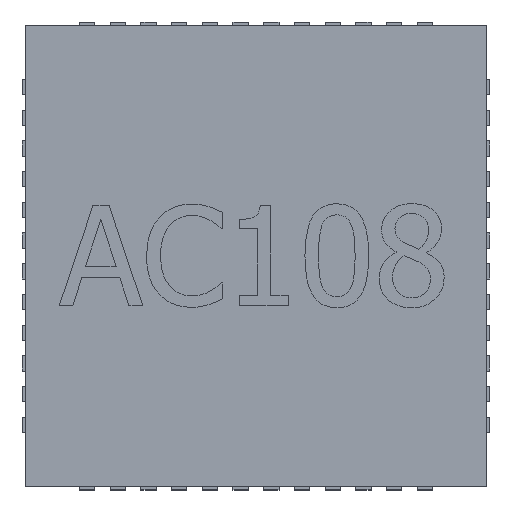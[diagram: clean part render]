
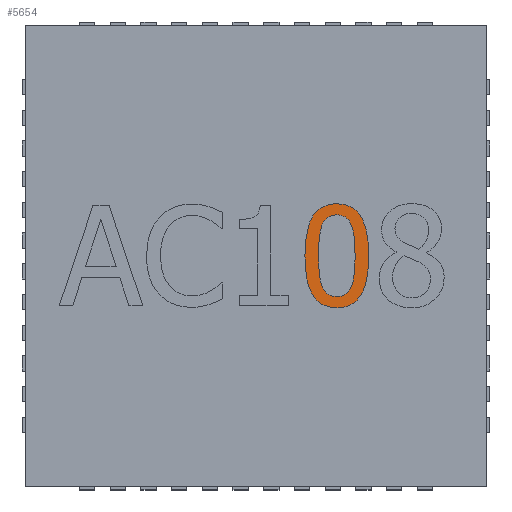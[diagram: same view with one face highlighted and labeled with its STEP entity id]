
A CAD part, top view. The second image highlights one B-rep face of the part: STEP entity #5654.
In plain terms, the highlighted planar face has unit normal (0, 0, 1).
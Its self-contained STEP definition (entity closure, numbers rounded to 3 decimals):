
#15=FACE_BOUND('',#716,.T.);
#266=B_SPLINE_CURVE_WITH_KNOTS('',2,(#7814,#7815,#7816,#7817),
 .UNSPECIFIED.,.F.,.F.,(3,1,3),(0.,1.,2.),.UNSPECIFIED.);
#268=B_SPLINE_CURVE_WITH_KNOTS('',2,(#7833,#7834,#7835,#7836),
 .UNSPECIFIED.,.F.,.F.,(3,1,3),(0.,1.,2.),.UNSPECIFIED.);
#270=B_SPLINE_CURVE_WITH_KNOTS('',2,(#7852,#7853,#7854,#7855),
 .UNSPECIFIED.,.F.,.F.,(3,1,3),(0.,1.,2.),.UNSPECIFIED.);
#272=B_SPLINE_CURVE_WITH_KNOTS('',2,(#7871,#7872,#7873,#7874),
 .UNSPECIFIED.,.F.,.F.,(3,1,3),(0.,1.,2.),.UNSPECIFIED.);
#274=B_SPLINE_CURVE_WITH_KNOTS('',2,(#7890,#7891,#7892,#7893),
 .UNSPECIFIED.,.F.,.F.,(3,1,3),(0.,1.,2.),.UNSPECIFIED.);
#276=B_SPLINE_CURVE_WITH_KNOTS('',2,(#7909,#7910,#7911,#7912),
 .UNSPECIFIED.,.F.,.F.,(3,1,3),(0.,1.,2.),.UNSPECIFIED.);
#278=B_SPLINE_CURVE_WITH_KNOTS('',2,(#7928,#7929,#7930,#7931),
 .UNSPECIFIED.,.F.,.F.,(3,1,3),(0.,1.,2.),.UNSPECIFIED.);
#280=B_SPLINE_CURVE_WITH_KNOTS('',2,(#7945,#7946,#7947,#7948),
 .UNSPECIFIED.,.F.,.F.,(3,1,3),(0.,1.,2.),.UNSPECIFIED.);
#282=B_SPLINE_CURVE_WITH_KNOTS('',2,(#7966,#7967,#7968,#7969),
 .UNSPECIFIED.,.F.,.F.,(3,1,3),(0.,1.,2.),.UNSPECIFIED.);
#284=B_SPLINE_CURVE_WITH_KNOTS('',2,(#7986,#7987,#7988,#7989),
 .UNSPECIFIED.,.F.,.F.,(3,1,3),(0.,1.,2.),.UNSPECIFIED.);
#286=B_SPLINE_CURVE_WITH_KNOTS('',2,(#8005,#8006,#8007,#8008),
 .UNSPECIFIED.,.F.,.F.,(3,1,3),(0.,1.,2.),.UNSPECIFIED.);
#288=B_SPLINE_CURVE_WITH_KNOTS('',2,(#8021,#8022,#8023,#8024),
 .UNSPECIFIED.,.F.,.F.,(3,1,3),(0.,1.,2.),.UNSPECIFIED.);
#432=FACE_OUTER_BOUND('',#715,.T.);
#715=EDGE_LOOP('',(#3995,#3996,#3997,#3998));
#716=EDGE_LOOP('',(#3999,#4000,#4001,#4002,#4003,#4004,#4005,#4006));
#2468=VERTEX_POINT('',#7811);
#2469=VERTEX_POINT('',#7813);
#2471=VERTEX_POINT('',#7832);
#2473=VERTEX_POINT('',#7851);
#2475=VERTEX_POINT('',#7870);
#2477=VERTEX_POINT('',#7889);
#2479=VERTEX_POINT('',#7908);
#2481=VERTEX_POINT('',#7927);
#2484=VERTEX_POINT('',#7963);
#2485=VERTEX_POINT('',#7965);
#2487=VERTEX_POINT('',#7984);
#2489=VERTEX_POINT('',#8003);
#3052=EDGE_CURVE('',#2468,#2469,#266,.T.);
#3055=EDGE_CURVE('',#2469,#2471,#268,.T.);
#3058=EDGE_CURVE('',#2471,#2473,#270,.T.);
#3061=EDGE_CURVE('',#2473,#2475,#272,.T.);
#3064=EDGE_CURVE('',#2475,#2477,#274,.T.);
#3067=EDGE_CURVE('',#2477,#2479,#276,.T.);
#3070=EDGE_CURVE('',#2479,#2481,#278,.T.);
#3073=EDGE_CURVE('',#2481,#2468,#280,.T.);
#3076=EDGE_CURVE('',#2484,#2485,#282,.T.);
#3080=EDGE_CURVE('',#2487,#2484,#284,.T.);
#3083=EDGE_CURVE('',#2489,#2487,#286,.T.);
#3085=EDGE_CURVE('',#2485,#2489,#288,.T.);
#3995=ORIENTED_EDGE('',*,*,#3085,.F.);
#3996=ORIENTED_EDGE('',*,*,#3076,.F.);
#3997=ORIENTED_EDGE('',*,*,#3080,.F.);
#3998=ORIENTED_EDGE('',*,*,#3083,.F.);
#3999=ORIENTED_EDGE('',*,*,#3052,.F.);
#4000=ORIENTED_EDGE('',*,*,#3073,.F.);
#4001=ORIENTED_EDGE('',*,*,#3070,.F.);
#4002=ORIENTED_EDGE('',*,*,#3067,.F.);
#4003=ORIENTED_EDGE('',*,*,#3064,.F.);
#4004=ORIENTED_EDGE('',*,*,#3061,.F.);
#4005=ORIENTED_EDGE('',*,*,#3058,.F.);
#4006=ORIENTED_EDGE('',*,*,#3055,.F.);
#5391=PLANE('',#5927);
#5654=ADVANCED_FACE('',(#432,#15),#5391,.T.);
#5927=AXIS2_PLACEMENT_3D('',#8025,#6295,#6296);
#6295=DIRECTION('center_axis',(0.,0.,1.));
#6296=DIRECTION('ref_axis',(1.,0.,0.));
#7811=CARTESIAN_POINT('',(1.292,0.003,0.7));
#7813=CARTESIAN_POINT('',(1.245,0.4,0.7));
#7814=CARTESIAN_POINT('Ctrl Pts',(1.292,0.003,0.7));
#7815=CARTESIAN_POINT('Ctrl Pts',(1.292,0.136,0.7));
#7816=CARTESIAN_POINT('Ctrl Pts',(1.271,0.333,0.7));
#7817=CARTESIAN_POINT('Ctrl Pts',(1.245,0.4,0.7));
#7832=CARTESIAN_POINT('',(1.054,0.535,0.7));
#7833=CARTESIAN_POINT('Ctrl Pts',(1.245,0.4,0.7));
#7834=CARTESIAN_POINT('Ctrl Pts',(1.218,0.466,0.7));
#7835=CARTESIAN_POINT('Ctrl Pts',(1.127,0.535,0.7));
#7836=CARTESIAN_POINT('Ctrl Pts',(1.054,0.535,0.7));
#7851=CARTESIAN_POINT('',(0.86,0.398,0.7));
#7852=CARTESIAN_POINT('Ctrl Pts',(1.054,0.535,0.7));
#7853=CARTESIAN_POINT('Ctrl Pts',(0.981,0.535,0.7));
#7854=CARTESIAN_POINT('Ctrl Pts',(0.888,0.466,0.7));
#7855=CARTESIAN_POINT('Ctrl Pts',(0.86,0.398,0.7));
#7870=CARTESIAN_POINT('',(0.815,0.001,0.7));
#7871=CARTESIAN_POINT('Ctrl Pts',(0.86,0.398,0.7));
#7872=CARTESIAN_POINT('Ctrl Pts',(0.834,0.331,0.7));
#7873=CARTESIAN_POINT('Ctrl Pts',(0.815,0.129,0.7));
#7874=CARTESIAN_POINT('Ctrl Pts',(0.815,0.001,
0.7));
#7889=CARTESIAN_POINT('',(0.859,-0.39,0.7));
#7890=CARTESIAN_POINT('Ctrl Pts',(0.815,0.001,
0.7));
#7891=CARTESIAN_POINT('Ctrl Pts',(0.815,-0.135,
0.7));
#7892=CARTESIAN_POINT('Ctrl Pts',(0.832,-0.319,
0.7));
#7893=CARTESIAN_POINT('Ctrl Pts',(0.859,-0.39,
0.7));
#7908=CARTESIAN_POINT('',(1.054,-0.531,0.7));
#7909=CARTESIAN_POINT('Ctrl Pts',(0.859,-0.39,
0.7));
#7910=CARTESIAN_POINT('Ctrl Pts',(0.885,-0.458,
0.7));
#7911=CARTESIAN_POINT('Ctrl Pts',(0.978,-0.531,0.7));
#7912=CARTESIAN_POINT('Ctrl Pts',(1.054,-0.531,0.7));
#7927=CARTESIAN_POINT('',(1.246,-0.394,0.7));
#7928=CARTESIAN_POINT('Ctrl Pts',(1.054,-0.531,0.7));
#7929=CARTESIAN_POINT('Ctrl Pts',(1.126,-0.531,0.7));
#7930=CARTESIAN_POINT('Ctrl Pts',(1.22,-0.462,0.7));
#7931=CARTESIAN_POINT('Ctrl Pts',(1.246,-0.394,0.7));
#7945=CARTESIAN_POINT('Ctrl Pts',(1.246,-0.394,0.7));
#7946=CARTESIAN_POINT('Ctrl Pts',(1.271,-0.329,0.7));
#7947=CARTESIAN_POINT('Ctrl Pts',(1.292,-0.131,0.7));
#7948=CARTESIAN_POINT('Ctrl Pts',(1.292,0.003,0.7));
#7963=CARTESIAN_POINT('',(1.054,0.679,0.7));
#7965=CARTESIAN_POINT('',(1.469,0.003,0.7));
#7966=CARTESIAN_POINT('Ctrl Pts',(1.054,0.679,0.7));
#7967=CARTESIAN_POINT('Ctrl Pts',(1.268,0.679,0.7));
#7968=CARTESIAN_POINT('Ctrl Pts',(1.469,0.342,0.7));
#7969=CARTESIAN_POINT('Ctrl Pts',(1.469,0.003,
0.7));
#7984=CARTESIAN_POINT('',(0.638,0.001,0.7));
#7986=CARTESIAN_POINT('Ctrl Pts',(0.638,0.001,
0.7));
#7987=CARTESIAN_POINT('Ctrl Pts',(0.638,0.353,0.7));
#7988=CARTESIAN_POINT('Ctrl Pts',(0.841,0.679,0.7));
#7989=CARTESIAN_POINT('Ctrl Pts',(1.054,0.679,0.7));
#8003=CARTESIAN_POINT('',(1.054,-0.675,0.7));
#8005=CARTESIAN_POINT('Ctrl Pts',(1.054,-0.675,0.7));
#8006=CARTESIAN_POINT('Ctrl Pts',(0.839,-0.675,
0.7));
#8007=CARTESIAN_POINT('Ctrl Pts',(0.638,-0.341,
0.7));
#8008=CARTESIAN_POINT('Ctrl Pts',(0.638,0.001,
0.7));
#8021=CARTESIAN_POINT('Ctrl Pts',(1.469,0.003,
0.7));
#8022=CARTESIAN_POINT('Ctrl Pts',(1.469,-0.347,0.7));
#8023=CARTESIAN_POINT('Ctrl Pts',(1.266,-0.675,0.7));
#8024=CARTESIAN_POINT('Ctrl Pts',(1.054,-0.675,0.7));
#8025=CARTESIAN_POINT('Origin',(1.053,0.002,0.7));
